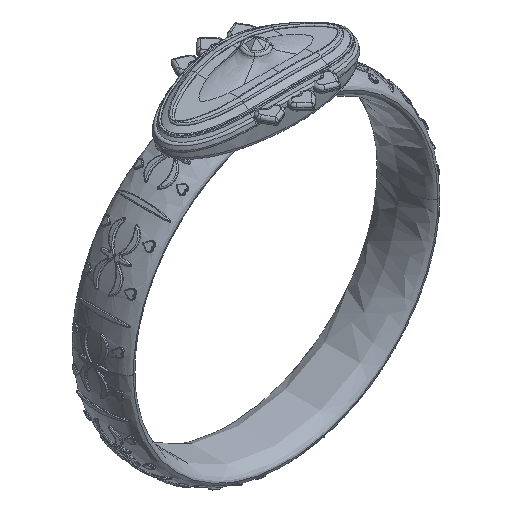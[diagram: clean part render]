
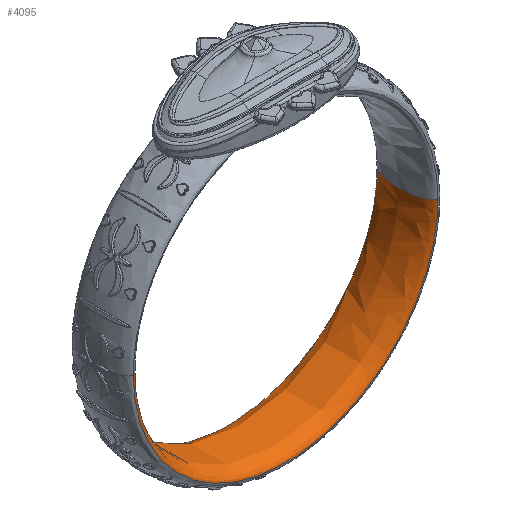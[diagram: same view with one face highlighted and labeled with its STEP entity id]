
A CAD part, isometric view. The second image highlights one B-rep face of the part: STEP entity #4095.
In plain terms, the highlighted free-form (B-spline) face has degree [3, 3] with [4, 4] control points.
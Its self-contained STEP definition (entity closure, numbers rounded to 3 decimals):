
#4095 = ADVANCED_FACE('',(#4096),#4136,.F.);
#4096 = FACE_BOUND('',#4097,.F.);
#4097 = EDGE_LOOP('',(#4098,#4109,#4119,#4128));
#4098 = ORIENTED_EDGE('',*,*,#4099,.T.);
#4099 = EDGE_CURVE('',#4100,#4102,#4104,.T.);
#4100 = VERTEX_POINT('',#4101);
#4101 = CARTESIAN_POINT('',(-11.324,-2.202,0.));
#4102 = VERTEX_POINT('',#4103);
#4103 = CARTESIAN_POINT('',(-11.324,2.202,0.));
#4104 = ( BOUNDED_CURVE() B_SPLINE_CURVE(3,(#4105,#4106,#4107,#4108),
.UNSPECIFIED.,.F.,.F.) B_SPLINE_CURVE_WITH_KNOTS((4,4),(0.,3.142
),.PIECEWISE_BEZIER_KNOTS.) CURVE() GEOMETRIC_REPRESENTATION_ITEM() 
RATIONAL_B_SPLINE_CURVE((1.,0.333,0.333,1.)) 
REPRESENTATION_ITEM('') );
#4105 = CARTESIAN_POINT('',(-11.324,-2.202,0.));
#4106 = CARTESIAN_POINT('',(-9.81,-2.202,0.));
#4107 = CARTESIAN_POINT('',(-9.81,2.202,0.));
#4108 = CARTESIAN_POINT('',(-11.324,2.202,0.));
#4109 = ORIENTED_EDGE('',*,*,#4110,.T.);
#4110 = EDGE_CURVE('',#4102,#4111,#4113,.T.);
#4111 = VERTEX_POINT('',#4112);
#4112 = CARTESIAN_POINT('',(11.324,2.202,
    0.));
#4113 = ( BOUNDED_CURVE() B_SPLINE_CURVE(2,(#4114,#4115,#4116,#4117,
#4118),.UNSPECIFIED.,.F.,.F.) B_SPLINE_CURVE_WITH_KNOTS((3,2,3),(0.,
1.571,3.142),.PIECEWISE_BEZIER_KNOTS.) CURVE() 
GEOMETRIC_REPRESENTATION_ITEM() RATIONAL_B_SPLINE_CURVE((1.,
0.707,1.,0.707,1.)) REPRESENTATION_ITEM('') );
#4114 = CARTESIAN_POINT('',(-11.324,2.202,0.));
#4115 = CARTESIAN_POINT('',(-11.324,2.202,
    -11.324));
#4116 = CARTESIAN_POINT('',(0.,2.202,
    -11.324));
#4117 = CARTESIAN_POINT('',(11.324,2.202,
    -11.324));
#4118 = CARTESIAN_POINT('',(11.324,2.202,
    0.));
#4119 = ORIENTED_EDGE('',*,*,#4120,.F.);
#4120 = EDGE_CURVE('',#4121,#4111,#4123,.T.);
#4121 = VERTEX_POINT('',#4122);
#4122 = CARTESIAN_POINT('',(11.324,-2.202,
    0.));
#4123 = ( BOUNDED_CURVE() B_SPLINE_CURVE(3,(#4124,#4125,#4126,#4127),
.UNSPECIFIED.,.F.,.F.) B_SPLINE_CURVE_WITH_KNOTS((4,4),(
0.,3.142),.PIECEWISE_BEZIER_KNOTS.) CURVE() 
GEOMETRIC_REPRESENTATION_ITEM() RATIONAL_B_SPLINE_CURVE((1.,
0.333,0.333,1.)) REPRESENTATION_ITEM('') );
#4124 = CARTESIAN_POINT('',(11.324,-2.202,
    0.));
#4125 = CARTESIAN_POINT('',(9.81,-2.202,
    0.));
#4126 = CARTESIAN_POINT('',(9.81,2.202,
    0.));
#4127 = CARTESIAN_POINT('',(11.324,2.202,
    0.));
#4128 = ORIENTED_EDGE('',*,*,#4129,.F.);
#4129 = EDGE_CURVE('',#4100,#4121,#4130,.T.);
#4130 = ( BOUNDED_CURVE() B_SPLINE_CURVE(2,(#4131,#4132,#4133,#4134,
#4135),.UNSPECIFIED.,.F.,.F.) B_SPLINE_CURVE_WITH_KNOTS((3,2,3),(0.,
1.571,3.142),.PIECEWISE_BEZIER_KNOTS.) CURVE() 
GEOMETRIC_REPRESENTATION_ITEM() RATIONAL_B_SPLINE_CURVE((1.,
0.707,1.,0.707,1.)) REPRESENTATION_ITEM('') );
#4131 = CARTESIAN_POINT('',(-11.324,-2.202,0.));
#4132 = CARTESIAN_POINT('',(-11.324,-2.202,
    -11.324));
#4133 = CARTESIAN_POINT('',(0.,-2.202,
    -11.324));
#4134 = CARTESIAN_POINT('',(11.324,-2.202,
    -11.324));
#4135 = CARTESIAN_POINT('',(11.324,-2.202,
    0.));
#4136 = ( BOUNDED_SURFACE() B_SPLINE_SURFACE(3,3,(
    (#4137,#4138,#4139,#4140)
    ,(#4141,#4142,#4143,#4144)
    ,(#4145,#4146,#4147,#4148)
    ,(#4149,#4150,#4151,#4152
)),.UNSPECIFIED.,.F.,.F.,.F.) B_SPLINE_SURFACE_WITH_KNOTS((4,4),(4,4),(
    0.,1.),(0.,1.),.PIECEWISE_BEZIER_KNOTS.) 
GEOMETRIC_REPRESENTATION_ITEM() RATIONAL_B_SPLINE_SURFACE((
    (1.,0.333,0.333,1.)
    ,(0.333,0.111,0.111,0.333)
    ,(0.333,0.111,0.111,0.333)
,(1.,0.333,0.333,1.
))) REPRESENTATION_ITEM('') SURFACE() );
#4137 = CARTESIAN_POINT('',(-11.324,-2.202,0.));
#4138 = CARTESIAN_POINT('',(-11.324,-2.202,
    -22.647));
#4139 = CARTESIAN_POINT('',(11.324,-2.202,
    -22.647));
#4140 = CARTESIAN_POINT('',(11.324,-2.202,
    0.));
#4141 = CARTESIAN_POINT('',(-9.81,-2.202,0.));
#4142 = CARTESIAN_POINT('',(-9.81,-2.202,
    -19.62));
#4143 = CARTESIAN_POINT('',(9.81,-2.202,
    -19.62));
#4144 = CARTESIAN_POINT('',(9.81,-2.202,
    0.));
#4145 = CARTESIAN_POINT('',(-9.81,2.202,0.));
#4146 = CARTESIAN_POINT('',(-9.81,2.202,
    -19.62));
#4147 = CARTESIAN_POINT('',(9.81,2.202,
    -19.62));
#4148 = CARTESIAN_POINT('',(9.81,2.202,
    0.));
#4149 = CARTESIAN_POINT('',(-11.324,2.202,0.));
#4150 = CARTESIAN_POINT('',(-11.324,2.202,
    -22.647));
#4151 = CARTESIAN_POINT('',(11.324,2.202,-22.647
    ));
#4152 = CARTESIAN_POINT('',(11.324,2.202,
    0.));
